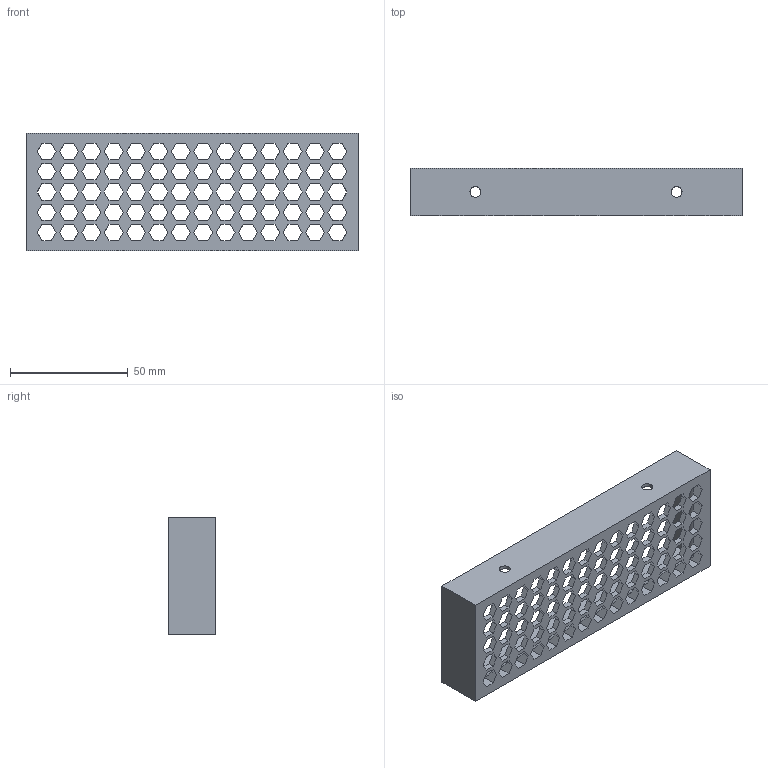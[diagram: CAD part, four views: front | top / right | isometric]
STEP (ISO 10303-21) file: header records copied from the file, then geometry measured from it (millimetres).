
FILE_DESCRIPTION(/* description */ ('STEP AP214'),/* implementation_level */ '2;1');
FILE_NAME(/* name */ '610e7266a460de3fae85ed1d',/* time_stamp */ '2021-08-07T11:45:43+00:00',/* author */ (''),/* organization */ (''),/* preprocessor_version */ 'ST-DEVELOPER v18.1',/* originating_system */ ' ',/* authorisation */ ' ');
FILE_SCHEMA (('AUTOMOTIVE_DESIGN {1 0 10303 214 3 1 1}'));
Length unit declared in the file: metre
Products named in the file (1): Part 1
Bounding box: 141 x 20 x 50 mm (x, y, z)
Volume: 29955.2 mm3; surface area: 25820.9 mm2
Topology: 1 solids, 1 shells, 443 faces, 1424 edges, 948 vertices
Faces by surface type: plane 433, cylinder 10
Full cylindrical faces by diameter (mm): 4.6 x4, 8.5 x2
Entity records: 15790 total; most frequent: CARTESIAN_POINT 2834, ORIENTED_EDGE 2828, DIRECTION 2458, EDGE_CURVE 1414, LINE 1250, VECTOR 1250, VERTEX_POINT 944, AXIS2_PLACEMENT_3D 604
